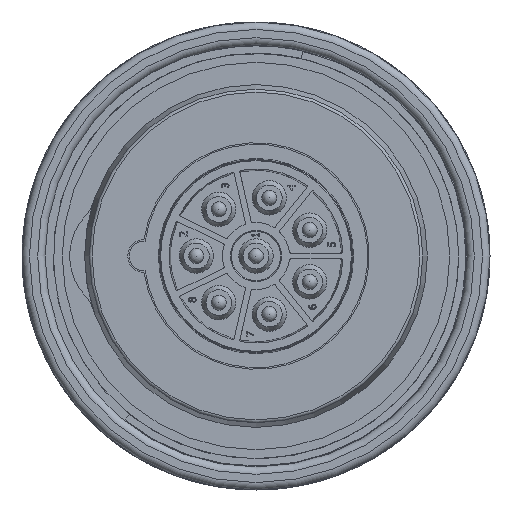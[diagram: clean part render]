
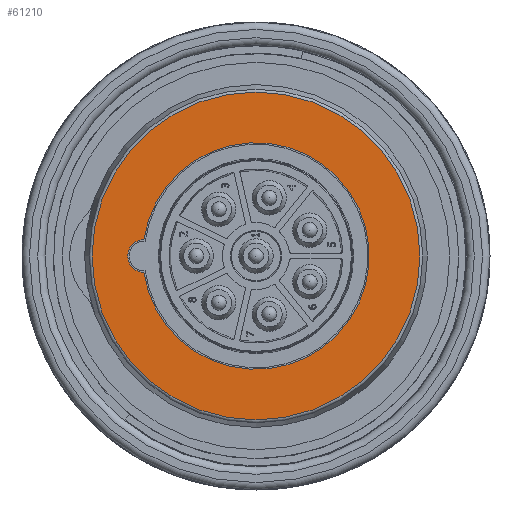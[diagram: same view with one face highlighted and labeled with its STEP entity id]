
A CAD part, left-side view. The second image highlights one B-rep face of the part: STEP entity #61210.
In plain terms, the highlighted planar face has unit normal (-1, 0, 0).
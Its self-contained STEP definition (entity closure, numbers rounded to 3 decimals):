
#2811=PLANE('',#64828);
#2978=FACE_OUTER_BOUND('',#7761,.T.);
#6549=CIRCLE('',#64818,7.6);
#6551=CIRCLE('',#64821,1.1);
#6555=CIRCLE('',#64829,10.998);
#6556=CIRCLE('',#64830,10.998);
#7349=FACE_BOUND('',#7762,.T.);
#7761=EDGE_LOOP('',(#37756,#37757));
#7762=EDGE_LOOP('',(#37758,#37759));
#21577=VERTEX_POINT('',#71501);
#21578=VERTEX_POINT('',#71502);
#21581=VERTEX_POINT('',#71518);
#21582=VERTEX_POINT('',#71519);
#28063=EDGE_CURVE('',#21577,#21578,#6549,.T.);
#28067=EDGE_CURVE('',#21578,#21577,#6551,.T.);
#28071=EDGE_CURVE('',#21581,#21582,#6555,.T.);
#28072=EDGE_CURVE('',#21582,#21581,#6556,.T.);
#37756=ORIENTED_EDGE('',*,*,#28071,.F.);
#37757=ORIENTED_EDGE('',*,*,#28072,.F.);
#37758=ORIENTED_EDGE('',*,*,#28063,.T.);
#37759=ORIENTED_EDGE('',*,*,#28067,.T.);
#61210=ADVANCED_FACE('',(#2978,#7349),#2811,.T.);
#64818=AXIS2_PLACEMENT_3D('',#71503,#66618,#66619);
#64821=AXIS2_PLACEMENT_3D('',#71510,#66626,#66627);
#64828=AXIS2_PLACEMENT_3D('',#71517,#66640,#66641);
#64829=AXIS2_PLACEMENT_3D('',#71520,#66642,#66643);
#64830=AXIS2_PLACEMENT_3D('',#71521,#66644,#66645);
#66618=DIRECTION('center_axis',(1.,0.,0.));
#66619=DIRECTION('ref_axis',(0.,-0.989,0.145));
#66626=DIRECTION('center_axis',(1.,0.,0.));
#66627=DIRECTION('ref_axis',(0.,-0.018,-1.));
#66640=DIRECTION('center_axis',(-1.,0.,0.));
#66641=DIRECTION('ref_axis',(0.,0.,1.));
#66642=DIRECTION('center_axis',(1.,0.,0.));
#66643=DIRECTION('ref_axis',(0.,-1.,0.));
#66644=DIRECTION('center_axis',(1.,0.,0.));
#66645=DIRECTION('ref_axis',(0.,-1.,0.));
#71501=CARTESIAN_POINT('',(0.,7.52,1.1));
#71502=CARTESIAN_POINT('',(0.,7.52,-1.1));
#71503=CARTESIAN_POINT('Origin',(0.,0.,0.));
#71510=CARTESIAN_POINT('Origin',(0.,7.5,0.));
#71517=CARTESIAN_POINT('Origin',(0.,11.5,0.));
#71518=CARTESIAN_POINT('',(0.,10.998,0.));
#71519=CARTESIAN_POINT('',(0.,0.,10.998));
#71520=CARTESIAN_POINT('Origin',(0.,0.,0.));
#71521=CARTESIAN_POINT('Origin',(0.,0.,0.));
